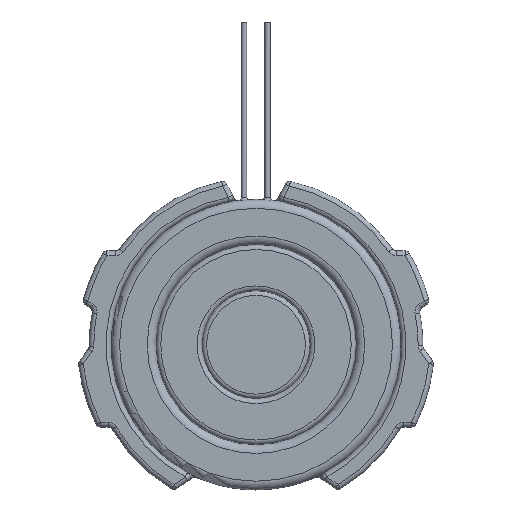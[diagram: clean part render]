
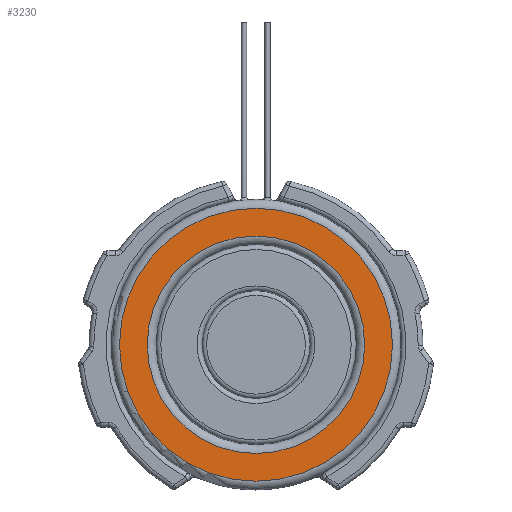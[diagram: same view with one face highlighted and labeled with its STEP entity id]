
A CAD part, top view. The second image highlights one B-rep face of the part: STEP entity #3230.
In plain terms, the highlighted planar face has unit normal (0, 0, 1).
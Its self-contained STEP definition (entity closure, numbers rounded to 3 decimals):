
#51=FACE_BOUND('',#870,.T.);
#74=PLANE('',#3727);
#644=FACE_OUTER_BOUND('',#869,.T.);
#869=EDGE_LOOP('',(#2957));
#870=EDGE_LOOP('',(#2958));
#1159=CIRCLE('',#3707,23.26);
#1172=CIRCLE('',#3728,18.529);
#1503=VERTEX_POINT('',#9203);
#1515=VERTEX_POINT('',#9399);
#1974=EDGE_CURVE('',#1503,#1503,#1159,.T.);
#1997=EDGE_CURVE('',#1515,#1515,#1172,.T.);
#2957=ORIENTED_EDGE('',*,*,#1974,.F.);
#2958=ORIENTED_EDGE('',*,*,#1997,.F.);
#3230=ADVANCED_FACE('',(#644,#51),#74,.T.);
#3707=AXIS2_PLACEMENT_3D('',#9204,#4761,#4762);
#3727=AXIS2_PLACEMENT_3D('',#9398,#4803,#4804);
#3728=AXIS2_PLACEMENT_3D('',#9400,#4805,#4806);
#4761=DIRECTION('center_axis',(0.,0.,-1.));
#4762=DIRECTION('ref_axis',(1.,0.,0.));
#4803=DIRECTION('center_axis',(0.,0.,1.));
#4804=DIRECTION('ref_axis',(1.,0.,0.));
#4805=DIRECTION('center_axis',(0.,0.,1.));
#4806=DIRECTION('ref_axis',(1.,0.,0.));
#9203=CARTESIAN_POINT('',(-23.26,0.,5.8));
#9204=CARTESIAN_POINT('Origin',(0.,0.,5.8));
#9398=CARTESIAN_POINT('Origin',(0.,0.,5.8));
#9399=CARTESIAN_POINT('',(18.529,0.,5.8));
#9400=CARTESIAN_POINT('Origin',(0.,0.,5.8));
